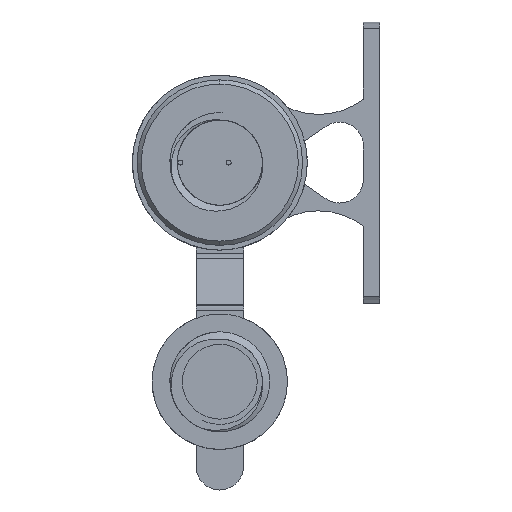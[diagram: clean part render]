
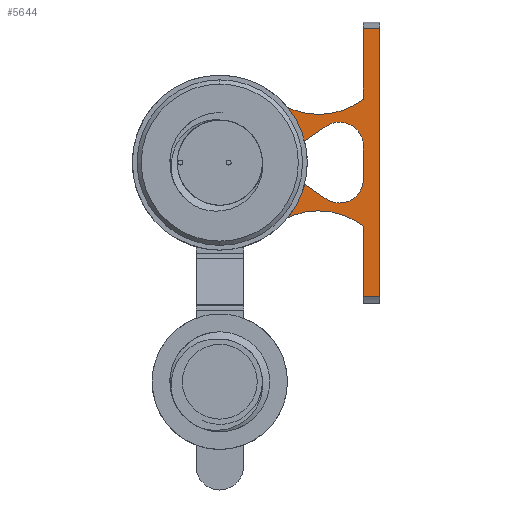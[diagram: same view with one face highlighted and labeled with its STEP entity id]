
A CAD part, left-side view. The second image highlights one B-rep face of the part: STEP entity #5644.
In plain terms, the highlighted planar face has unit normal (-1, 0, 0).
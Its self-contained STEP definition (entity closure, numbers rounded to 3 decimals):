
#43 = ORIENTED_EDGE ( 'NONE', *, *, #3122, .F. ) ;
#128 = DIRECTION ( 'NONE',  ( 0., 0., 1. ) ) ;
#264 = AXIS2_PLACEMENT_3D ( 'NONE', #1205, #4916, #7070 ) ;
#286 = ORIENTED_EDGE ( 'NONE', *, *, #7751, .T. ) ;
#296 = CARTESIAN_POINT ( 'NONE',  ( -8.89, 12.863, 25.521 ) ) ;
#357 = EDGE_CURVE ( 'NONE', #4369, #3207, #3826, .T. ) ;
#397 = VECTOR ( 'NONE', #1503, 1000. ) ;
#432 = CIRCLE ( 'NONE', #6867, 17.5 ) ;
#484 = VERTEX_POINT ( 'NONE', #5496 ) ;
#517 = CARTESIAN_POINT ( 'NONE',  ( -8.89, 3.44, -28.186 ) ) ;
#594 = VECTOR ( 'NONE', #1249, 1000. ) ;
#629 = LINE ( 'NONE', #6188, #2216 ) ;
#693 = AXIS2_PLACEMENT_3D ( 'NONE', #746, #4986, #6430 ) ;
#746 = CARTESIAN_POINT ( 'NONE',  ( -8.89, 8.44, -3.5 ) ) ;
#747 = VERTEX_POINT ( 'NONE', #3373 ) ;
#1001 = LINE ( 'NONE', #8085, #4603 ) ;
#1002 = CIRCLE ( 'NONE', #693, 5. ) ;
#1111 = ORIENTED_EDGE ( 'NONE', *, *, #8948, .T. ) ;
#1205 = CARTESIAN_POINT ( 'NONE',  ( -8.89, 8.44, -3.5 ) ) ;
#1249 = DIRECTION ( 'NONE',  ( 0., 0., 1. ) ) ;
#1291 = CARTESIAN_POINT ( 'NONE',  ( -8.89, 3.44, -28.186 ) ) ;
#1305 = AXIS2_PLACEMENT_3D ( 'NONE', #5593, #9223, #3485 ) ;
#1307 = ORIENTED_EDGE ( 'NONE', *, *, #2150, .T. ) ;
#1453 = LINE ( 'NONE', #4335, #397 ) ;
#1498 = CIRCLE ( 'NONE', #3917, 5. ) ;
#1503 = DIRECTION ( 'NONE',  ( 0., 0.822, 0.569 ) ) ;
#1509 = AXIS2_PLACEMENT_3D ( 'NONE', #8893, #3095, #5404 ) ;
#1545 = LINE ( 'NONE', #4190, #6892 ) ;
#1620 = EDGE_CURVE ( 'NONE', #484, #3207, #7621, .T. ) ;
#1644 = VECTOR ( 'NONE', #3322, 1000. ) ;
#1701 = DIRECTION ( 'NONE',  ( 0., 0., 1. ) ) ;
#1743 = EDGE_CURVE ( 'NONE', #6422, #7928, #6877, .T. ) ;
#1748 = CARTESIAN_POINT ( 'NONE',  ( -8.89, 33.61, 0. ) ) ;
#2080 = CARTESIAN_POINT ( 'NONE',  ( -8.89, 11.286, -7.611 ) ) ;
#2150 = EDGE_CURVE ( 'NONE', #6408, #8865, #3303, .T. ) ;
#2206 = VERTEX_POINT ( 'NONE', #8042 ) ;
#2216 = VECTOR ( 'NONE', #7588, 1000. ) ;
#2232 = CARTESIAN_POINT ( 'NONE',  ( -8.89, 8.44, -8.5 ) ) ;
#2380 = CIRCLE ( 'NONE', #264, 5. ) ;
#2409 = CARTESIAN_POINT ( 'NONE',  ( -8.89, 3.44, -28.186 ) ) ;
#2536 = EDGE_CURVE ( 'NONE', #8285, #6518, #1545, .T. ) ;
#2555 = CARTESIAN_POINT ( 'NONE',  ( -8.89, 0., -28.186 ) ) ;
#2755 = AXIS2_PLACEMENT_3D ( 'NONE', #4988, #8497, #4282 ) ;
#2789 = CARTESIAN_POINT ( 'NONE',  ( -8.89, 15.779, -4.5 ) ) ;
#2798 = ORIENTED_EDGE ( 'NONE', *, *, #5895, .F. ) ;
#2836 = CARTESIAN_POINT ( 'NONE',  ( -8.89, 3.44, 3.5 ) ) ;
#2917 = LINE ( 'NONE', #3576, #7814 ) ;
#3095 = DIRECTION ( 'NONE',  ( 1., 0., 0. ) ) ;
#3122 = EDGE_CURVE ( 'NONE', #6408, #3856, #4920, .T. ) ;
#3171 = DIRECTION ( 'NONE',  ( 0., 0., -1. ) ) ;
#3207 = VERTEX_POINT ( 'NONE', #3755 ) ;
#3303 = CIRCLE ( 'NONE', #5258, 15.39 ) ;
#3322 = DIRECTION ( 'NONE',  ( 0., -0.822, 0.569 ) ) ;
#3373 = CARTESIAN_POINT ( 'NONE',  ( -8.89, 0., 28.186 ) ) ;
#3485 = DIRECTION ( 'NONE',  ( 0., 0., -1. ) ) ;
#3494 = CARTESIAN_POINT ( 'NONE',  ( -8.89, 15.779, 4.5 ) ) ;
#3576 = CARTESIAN_POINT ( 'NONE',  ( -8.89, 0., -28.186 ) ) ;
#3640 = EDGE_CURVE ( 'NONE', #7928, #6518, #1498, .T. ) ;
#3678 = ORIENTED_EDGE ( 'NONE', *, *, #6822, .T. ) ;
#3755 = CARTESIAN_POINT ( 'NONE',  ( -8.89, 3.44, -13.353 ) ) ;
#3781 = CARTESIAN_POINT ( 'NONE',  ( -8.89, 3.44, 28.186 ) ) ;
#3825 = DIRECTION ( 'NONE',  ( 1., 0., 0. ) ) ;
#3826 = LINE ( 'NONE', #2409, #7787 ) ;
#3856 = VERTEX_POINT ( 'NONE', #3781 ) ;
#3866 = ORIENTED_EDGE ( 'NONE', *, *, #5815, .T. ) ;
#3900 = PLANE ( 'NONE',  #1509 ) ;
#3917 = AXIS2_PLACEMENT_3D ( 'NONE', #7376, #3825, #8077 ) ;
#4190 = CARTESIAN_POINT ( 'NONE',  ( -8.89, 3.44, -28.186 ) ) ;
#4211 = ORIENTED_EDGE ( 'NONE', *, *, #1620, .T. ) ;
#4282 = DIRECTION ( 'NONE',  ( 0., 0., 1. ) ) ;
#4335 = CARTESIAN_POINT ( 'NONE',  ( -8.89, 15.779, -4.5 ) ) ;
#4369 = VERTEX_POINT ( 'NONE', #517 ) ;
#4401 = CIRCLE ( 'NONE', #2755, 18.39 ) ;
#4592 = FACE_BOUND ( 'NONE', #7251, .T. ) ;
#4603 = VECTOR ( 'NONE', #8132, 1000. ) ;
#4712 = CARTESIAN_POINT ( 'NONE',  ( -8.89, 12.863, 10.131 ) ) ;
#4916 = DIRECTION ( 'NONE',  ( 1., 0., 0. ) ) ;
#4920 = LINE ( 'NONE', #1291, #594 ) ;
#4986 = DIRECTION ( 'NONE',  ( 1., 0., 0. ) ) ;
#4988 = CARTESIAN_POINT ( 'NONE',  ( -8.89, 33.61, 0. ) ) ;
#5160 = DIRECTION ( 'NONE',  ( 0., 0., -1. ) ) ;
#5216 = ORIENTED_EDGE ( 'NONE', *, *, #5299, .T. ) ;
#5258 = AXIS2_PLACEMENT_3D ( 'NONE', #296, #7950, #3171 ) ;
#5299 = EDGE_CURVE ( 'NONE', #8761, #747, #2917, .T. ) ;
#5404 = DIRECTION ( 'NONE',  ( 0., 0., -1. ) ) ;
#5496 = CARTESIAN_POINT ( 'NONE',  ( -8.89, 22.571, -13.579 ) ) ;
#5593 = CARTESIAN_POINT ( 'NONE',  ( -8.89, 12.863, 25.521 ) ) ;
#5644 = ADVANCED_FACE ( 'NONE', ( #4592, #6097 ), #3900, .F. ) ;
#5815 = EDGE_CURVE ( 'NONE', #7125, #7562, #2380, .T. ) ;
#5857 = CARTESIAN_POINT ( 'NONE',  ( -8.89, 12.863, -25.521 ) ) ;
#5895 = EDGE_CURVE ( 'NONE', #3856, #747, #629, .T. ) ;
#6097 = FACE_OUTER_BOUND ( 'NONE', #8374, .T. ) ;
#6188 = CARTESIAN_POINT ( 'NONE',  ( -8.89, 3.44, 28.186 ) ) ;
#6223 = CARTESIAN_POINT ( 'NONE',  ( -8.89, 15.779, 4.5 ) ) ;
#6297 = CARTESIAN_POINT ( 'NONE',  ( -8.89, 3.44, 13.353 ) ) ;
#6408 = VERTEX_POINT ( 'NONE', #6297 ) ;
#6422 = VERTEX_POINT ( 'NONE', #3494 ) ;
#6430 = DIRECTION ( 'NONE',  ( 0., 0., 1. ) ) ;
#6518 = VERTEX_POINT ( 'NONE', #2836 ) ;
#6663 = EDGE_CURVE ( 'NONE', #7562, #8972, #1453, .T. ) ;
#6822 = EDGE_CURVE ( 'NONE', #8865, #2206, #8198, .T. ) ;
#6861 = ORIENTED_EDGE ( 'NONE', *, *, #9075, .T. ) ;
#6867 = AXIS2_PLACEMENT_3D ( 'NONE', #1748, #9049, #7517 ) ;
#6870 = CARTESIAN_POINT ( 'NONE',  ( -8.89, 3.44, -3.5 ) ) ;
#6877 = LINE ( 'NONE', #6223, #1644 ) ;
#6892 = VECTOR ( 'NONE', #9191, 1000. ) ;
#7070 = DIRECTION ( 'NONE',  ( 0., 0., 1. ) ) ;
#7125 = VERTEX_POINT ( 'NONE', #2232 ) ;
#7174 = ORIENTED_EDGE ( 'NONE', *, *, #357, .F. ) ;
#7180 = CARTESIAN_POINT ( 'NONE',  ( -8.89, 11.286, 7.611 ) ) ;
#7251 = EDGE_LOOP ( 'NONE', ( #7422, #6861, #9107, #8168, #8905, #7809, #3866 ) ) ;
#7376 = CARTESIAN_POINT ( 'NONE',  ( -8.89, 8.44, 3.5 ) ) ;
#7422 = ORIENTED_EDGE ( 'NONE', *, *, #6663, .T. ) ;
#7517 = DIRECTION ( 'NONE',  ( 0., 0., 1. ) ) ;
#7562 = VERTEX_POINT ( 'NONE', #2080 ) ;
#7588 = DIRECTION ( 'NONE',  ( 0., -1., 0. ) ) ;
#7621 = CIRCLE ( 'NONE', #8807, 15.39 ) ;
#7751 = EDGE_CURVE ( 'NONE', #4369, #8761, #1001, .T. ) ;
#7787 = VECTOR ( 'NONE', #1701, 1000. ) ;
#7809 = ORIENTED_EDGE ( 'NONE', *, *, #7924, .T. ) ;
#7814 = VECTOR ( 'NONE', #128, 1000. ) ;
#7924 = EDGE_CURVE ( 'NONE', #8285, #7125, #1002, .T. ) ;
#7928 = VERTEX_POINT ( 'NONE', #7180 ) ;
#7950 = DIRECTION ( 'NONE',  ( 1., 0., 0. ) ) ;
#8042 = CARTESIAN_POINT ( 'NONE',  ( -8.89, 22.571, 13.579 ) ) ;
#8077 = DIRECTION ( 'NONE',  ( 0., 0., -1. ) ) ;
#8085 = CARTESIAN_POINT ( 'NONE',  ( -8.89, 3.44, -28.186 ) ) ;
#8132 = DIRECTION ( 'NONE',  ( 0., -1., 0. ) ) ;
#8168 = ORIENTED_EDGE ( 'NONE', *, *, #3640, .T. ) ;
#8198 = CIRCLE ( 'NONE', #1305, 15.39 ) ;
#8285 = VERTEX_POINT ( 'NONE', #6870 ) ;
#8374 = EDGE_LOOP ( 'NONE', ( #4211, #7174, #286, #5216, #2798, #43, #1307, #3678, #1111 ) ) ;
#8497 = DIRECTION ( 'NONE',  ( -1., 0., 0. ) ) ;
#8708 = DIRECTION ( 'NONE',  ( 1., 0., 0. ) ) ;
#8761 = VERTEX_POINT ( 'NONE', #2555 ) ;
#8807 = AXIS2_PLACEMENT_3D ( 'NONE', #5857, #8708, #5160 ) ;
#8865 = VERTEX_POINT ( 'NONE', #4712 ) ;
#8893 = CARTESIAN_POINT ( 'NONE',  ( -8.89, 3.44, -28.186 ) ) ;
#8905 = ORIENTED_EDGE ( 'NONE', *, *, #2536, .F. ) ;
#8948 = EDGE_CURVE ( 'NONE', #2206, #484, #432, .T. ) ;
#8972 = VERTEX_POINT ( 'NONE', #2789 ) ;
#9049 = DIRECTION ( 'NONE',  ( 1., 0., 0. ) ) ;
#9075 = EDGE_CURVE ( 'NONE', #8972, #6422, #4401, .T. ) ;
#9107 = ORIENTED_EDGE ( 'NONE', *, *, #1743, .T. ) ;
#9191 = DIRECTION ( 'NONE',  ( 0., 0., 1. ) ) ;
#9223 = DIRECTION ( 'NONE',  ( 1., 0., 0. ) ) ;
